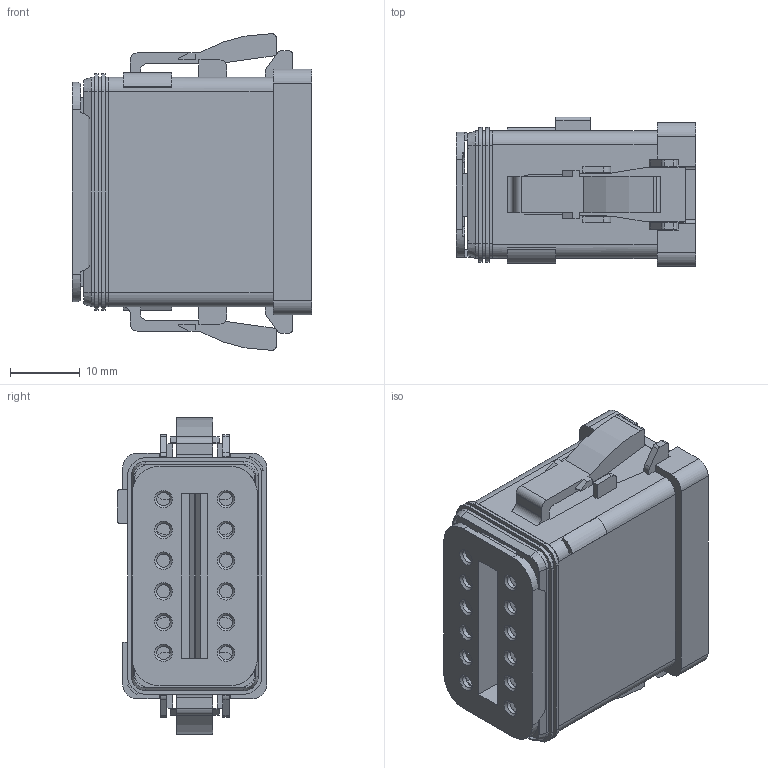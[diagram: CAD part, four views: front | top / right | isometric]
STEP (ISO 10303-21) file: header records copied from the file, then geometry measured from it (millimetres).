
FILE_DESCRIPTION(/* description */ ('STEP AP214'),/* implementation_level */ '2;1');
FILE_NAME(/* name */ 'AT06-12SC-SS01',/* time_stamp */ '2023-01-11T14:18:37+01:00',/* author */ ('License CC BY-ND 4.0'),/* organization */ ('CADENAS'),/* preprocessor_version */ 'ST-DEVELOPER v18.102',/* originating_system */ 'PARTsolutions',/* authorisation */ ' ');
FILE_SCHEMA (('AUTOMOTIVE_DESIGN {1 0 10303 214 3 1 1}'));
Length unit declared in the file: millimetre
Products named in the file (6): AT06-12SC-SS01; AW12S; AT06-12SA-SS01-CAP; AT06-12SX-SS01-SEAL; AT06-12SX-SS01-W; AT06-12SC-SS01-BODY
Assembly tree (5 placements, depth 2):
  AT06-12SC-SS01
    AW12S
    AT06-12SA-SS01-CAP
    AT06-12SX-SS01-SEAL
    AT06-12SX-SS01-W
    AT06-12SC-SS01-BODY
Bounding box: 34.4 x 21.5 x 45.5 mm (x, y, z)
Volume: 15800.9 mm3; surface area: 16180.7 mm2
Topology: 5 solids, 5 shells, 503 faces, 1411 edges, 936 vertices
Faces by surface type: plane 339, cylinder 148, cone 16
Full cylindrical faces by diameter (mm): 1.9 x12
Entity records: 16151 total; most frequent: CARTESIAN_POINT 2808, ORIENTED_EDGE 2750, DIRECTION 2719, EDGE_CURVE 1375, LINE 1049, VECTOR 1049, VERTEX_POINT 924, AXIS2_PLACEMENT_3D 835
